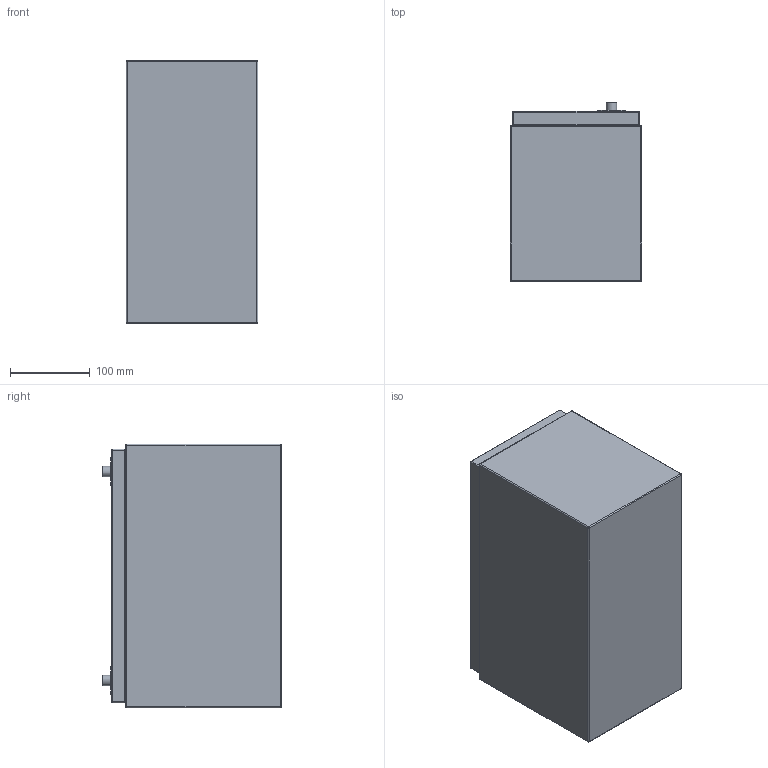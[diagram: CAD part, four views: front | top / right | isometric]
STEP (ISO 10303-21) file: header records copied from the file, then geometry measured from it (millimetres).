
FILE_DESCRIPTION(/* description */ (''),/* implementation_level */ '2;1');
FILE_NAME(/* name */ 'Rev3Battery.stp',/* time_stamp */ '2025-10-18T12:51:04-07:00',/* author */ ('Mantejveer'),/* organization */ (''),/* preprocessor_version */ 'ST-DEVELOPER v20.1',/* originating_system */ 'Autodesk Inventor 2026',/* authorisation */ '');
FILE_SCHEMA (('AUTOMOTIVE_DESIGN { 1 0 10303 214 3 1 1 }'));
Length unit declared in the file: inch
Products named in the file (1): Rev3Battery
Bounding box: 165 x 224 x 330 mm (x, y, z)
Volume: 11530115.7 mm3; surface area: 317478.4 mm2
Topology: 1 solids, 1 shells, 108 faces, 554 edges, 496 vertices
Faces by surface type: plane 58, cylinder 28, sphere 12, torus 8, cone 2
Full cylindrical faces by diameter (mm): 13 x2, 36 x2
Entity records: 6296 total; most frequent: CARTESIAN_POINT 1802, ORIENTED_EDGE 1108, DIRECTION 695, EDGE_CURVE 554, VERTEX_POINT 496, LINE 325, VECTOR 325, AXIS2_PLACEMENT_3D 185
